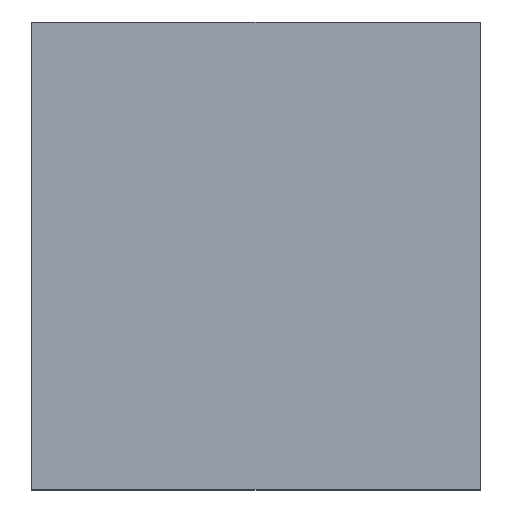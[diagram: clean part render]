
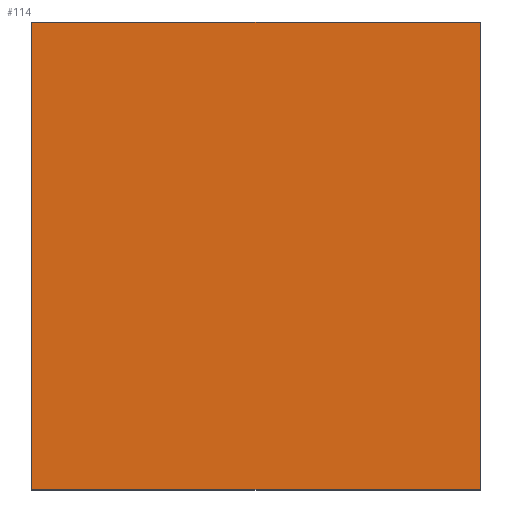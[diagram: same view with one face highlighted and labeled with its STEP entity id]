
A CAD part, top view. The second image highlights one B-rep face of the part: STEP entity #114.
In plain terms, the highlighted planar face has unit normal (0, 0, 1).
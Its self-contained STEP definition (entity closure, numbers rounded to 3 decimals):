
#28=FACE_OUTER_BOUND('',#34,.T.);
#34=EDGE_LOOP('',(#87,#88,#89,#90));
#42=LINE('',#195,#54);
#43=LINE('',#198,#55);
#44=LINE('',#200,#56);
#45=LINE('',#201,#57);
#54=VECTOR('',#158,10.);
#55=VECTOR('',#161,10.);
#56=VECTOR('',#162,10.);
#57=VECTOR('',#163,10.);
#64=VERTEX_POINT('',#189);
#66=VERTEX_POINT('',#193);
#67=VERTEX_POINT('',#197);
#68=VERTEX_POINT('',#199);
#74=EDGE_CURVE('',#64,#66,#42,.T.);
#75=EDGE_CURVE('',#64,#67,#43,.T.);
#76=EDGE_CURVE('',#68,#66,#44,.T.);
#77=EDGE_CURVE('',#67,#68,#45,.T.);
#87=ORIENTED_EDGE('',*,*,#75,.F.);
#88=ORIENTED_EDGE('',*,*,#74,.T.);
#89=ORIENTED_EDGE('',*,*,#76,.F.);
#90=ORIENTED_EDGE('',*,*,#77,.F.);
#108=PLANE('',#137);
#114=ADVANCED_FACE('',(#28),#108,.T.);
#137=AXIS2_PLACEMENT_3D('',#196,#159,#160);
#158=DIRECTION('',(1.,0.,0.));
#159=DIRECTION('center_axis',(0.,0.,1.));
#160=DIRECTION('ref_axis',(0.,-1.,0.));
#161=DIRECTION('',(0.,1.,0.));
#162=DIRECTION('',(0.,-1.,0.));
#163=DIRECTION('',(1.,0.,0.));
#189=CARTESIAN_POINT('',(0.,-50.,50.));
#193=CARTESIAN_POINT('',(90.,-50.,50.));
#195=CARTESIAN_POINT('',(0.,-50.,50.));
#196=CARTESIAN_POINT('Origin',(0.,43.796,50.));
#197=CARTESIAN_POINT('',(0.,43.796,50.));
#198=CARTESIAN_POINT('',(0.,-50.,50.));
#199=CARTESIAN_POINT('',(90.,43.796,50.));
#200=CARTESIAN_POINT('',(90.,-50.,50.));
#201=CARTESIAN_POINT('',(0.,43.796,50.));
